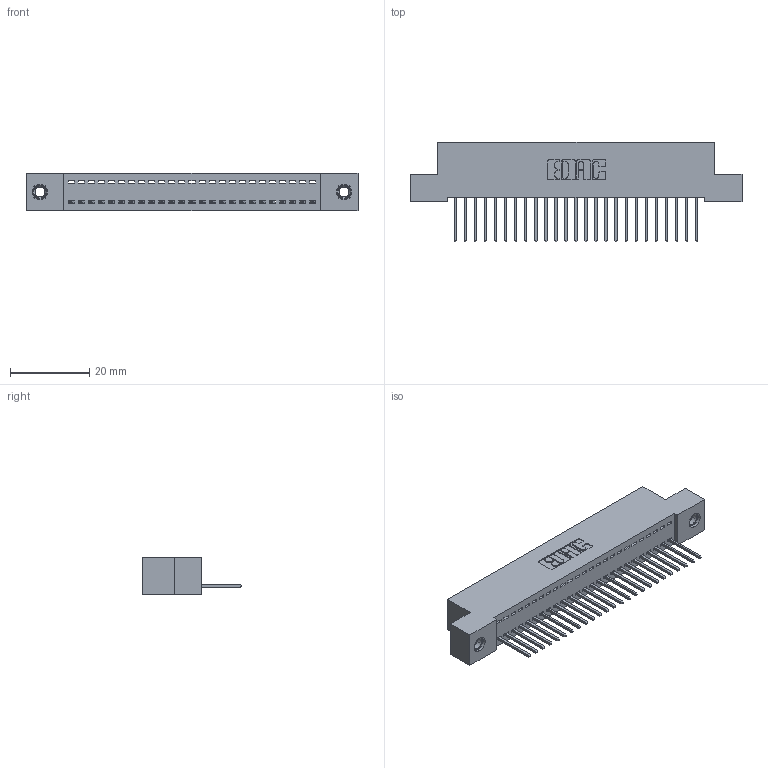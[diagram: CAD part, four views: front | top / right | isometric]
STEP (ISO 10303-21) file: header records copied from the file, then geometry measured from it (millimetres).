
FILE_DESCRIPTION (( 'STEP AP203' ), '1' );
FILE_NAME ('342-025-523-107.STEP', '2018-08-11T03:23:00', ( '' ), ( '' ), 'SwSTEP 2.0', 'SolidWorks 2016', '' );
FILE_SCHEMA (( 'CONFIG_CONTROL_DESIGN' ));
Length unit declared in the file: inch
Products named in the file (4): 342 Part_TI; 345-292-001_345-293-123; 345-250-001_345-250-005-103; 342-025-523-107
Assembly tree (28 placements, depth 2):
  342-025-523-107
    342 Part_TI
    345-292-001_345-293-123  x25
    345-250-001_345-250-005-103  x2
Bounding box: 83.82 x 25.15 x 9.4 mm (x, y, z)
Volume: 7264.4 mm3; surface area: 10406 mm2
Topology: 28 solids, 28 shells, 1620 faces, 4835 edges, 3182 vertices
Faces by surface type: plane 1148, cylinder 456, cone 12, torus 4
Entity records: 18554 total; most frequent: CARTESIAN_POINT 3184, ORIENTED_EDGE 3138, DIRECTION 2753, EDGE_CURVE 1569, LINE 1421, VECTOR 1421, VERTEX_POINT 1040, AXIS2_PLACEMENT_3D 666
